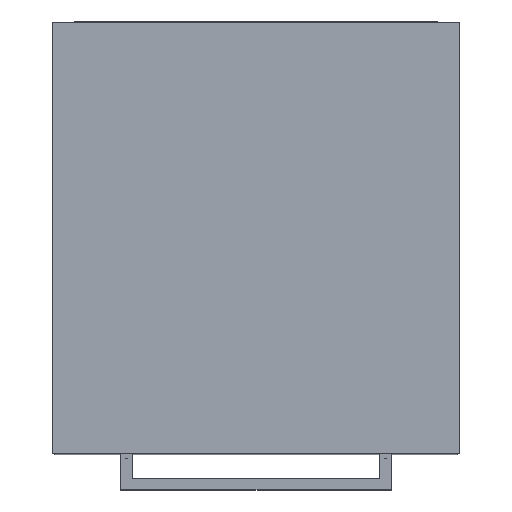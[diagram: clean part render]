
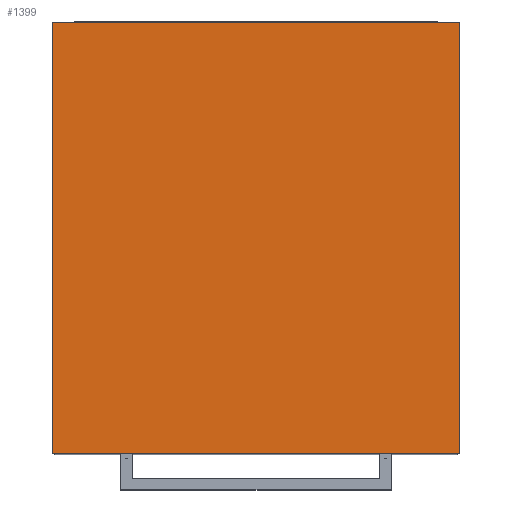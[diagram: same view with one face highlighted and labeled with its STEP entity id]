
A CAD part, top view. The second image highlights one B-rep face of the part: STEP entity #1399.
In plain terms, the highlighted planar face has unit normal (0, 0, 1).
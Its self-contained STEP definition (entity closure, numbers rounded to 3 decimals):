
#101=FACE_OUTER_BOUND('',#188,.T.);
#188=EDGE_LOOP('',(#1135,#1136,#1137,#1138));
#347=LINE('',#2160,#527);
#348=LINE('',#2162,#528);
#349=LINE('',#2164,#529);
#350=LINE('',#2165,#530);
#527=VECTOR('',#1770,373.);
#528=VECTOR('',#1771,352.);
#529=VECTOR('',#1772,373.);
#530=VECTOR('',#1773,352.);
#667=VERTEX_POINT('',#2158);
#668=VERTEX_POINT('',#2159);
#669=VERTEX_POINT('',#2161);
#670=VERTEX_POINT('',#2163);
#831=EDGE_CURVE('',#667,#668,#347,.T.);
#832=EDGE_CURVE('',#668,#669,#348,.T.);
#833=EDGE_CURVE('',#669,#670,#349,.T.);
#834=EDGE_CURVE('',#670,#667,#350,.T.);
#1135=ORIENTED_EDGE('',*,*,#831,.T.);
#1136=ORIENTED_EDGE('',*,*,#832,.T.);
#1137=ORIENTED_EDGE('',*,*,#833,.T.);
#1138=ORIENTED_EDGE('',*,*,#834,.T.);
#1315=PLANE('',#1496);
#1399=ADVANCED_FACE('',(#101),#1315,.F.);
#1496=AXIS2_PLACEMENT_3D('',#2157,#1768,#1769);
#1768=DIRECTION('center_axis',(0.,0.,-1.));
#1769=DIRECTION('ref_axis',(1.,0.,0.));
#1770=DIRECTION('',(0.,1.,0.));
#1771=DIRECTION('',(-1.,0.,0.));
#1772=DIRECTION('',(0.,-1.,0.));
#1773=DIRECTION('',(1.,0.,0.));
#2157=CARTESIAN_POINT('Origin',(175.,165.5,890.));
#2158=CARTESIAN_POINT('',(351.,-21.,890.));
#2159=CARTESIAN_POINT('',(351.,352.,890.));
#2160=CARTESIAN_POINT('',(351.,165.5,890.));
#2161=CARTESIAN_POINT('',(-1.,352.,890.));
#2162=CARTESIAN_POINT('',(175.,352.,890.));
#2163=CARTESIAN_POINT('',(-1.,-21.,890.));
#2164=CARTESIAN_POINT('',(-1.,165.5,890.));
#2165=CARTESIAN_POINT('',(175.,-21.,890.));
